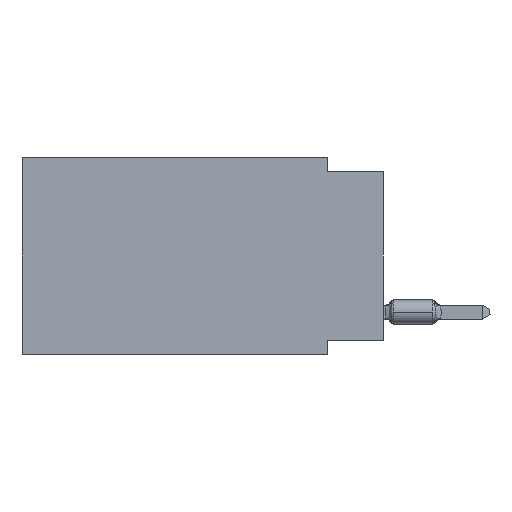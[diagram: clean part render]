
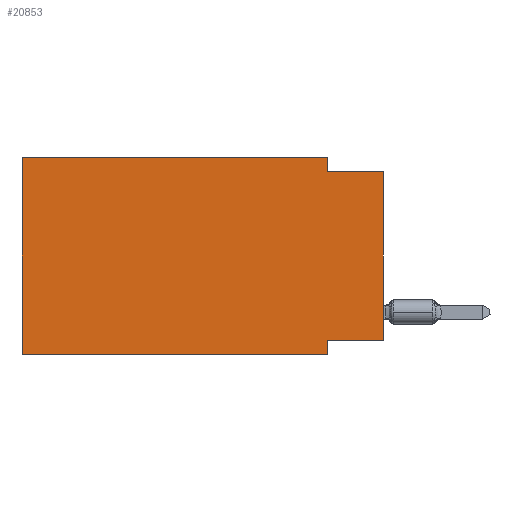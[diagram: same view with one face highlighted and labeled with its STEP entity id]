
A CAD part, left-side view. The second image highlights one B-rep face of the part: STEP entity #20853.
In plain terms, the highlighted planar face has unit normal (-1, 0, 0).
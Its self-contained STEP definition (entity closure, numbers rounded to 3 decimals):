
#504 = CARTESIAN_POINT ( 'NONE',  ( 0., 16.383, 0. ) ) ;
#623 = VECTOR ( 'NONE', #29709, 1000. ) ;
#643 = CARTESIAN_POINT ( 'NONE',  ( 0., 0., -0.635 ) ) ;
#3494 = EDGE_CURVE ( 'NONE', #46219, #44841, #31788, .T. ) ;
#4656 = VERTEX_POINT ( 'NONE', #643 ) ;
#5916 = CARTESIAN_POINT ( 'NONE',  ( 0., 2.54, 0. ) ) ;
#6150 = LINE ( 'NONE', #5916, #9658 ) ;
#6211 = DIRECTION ( 'NONE',  ( 0., -1., 0. ) ) ;
#7232 = DIRECTION ( 'NONE',  ( 0., -1., 0. ) ) ;
#7299 = LINE ( 'NONE', #14838, #623 ) ;
#7791 = DIRECTION ( 'NONE',  ( 0., 0., -1. ) ) ;
#8525 = EDGE_CURVE ( 'NONE', #36972, #4656, #18538, .T. ) ;
#8698 = VERTEX_POINT ( 'NONE', #38493 ) ;
#9658 = VECTOR ( 'NONE', #20777, 1000. ) ;
#10043 = CARTESIAN_POINT ( 'NONE',  ( 0., 2.54, 0. ) ) ;
#10728 = CARTESIAN_POINT ( 'NONE',  ( 0., 16.383, -8.89 ) ) ;
#10909 = LINE ( 'NONE', #17978, #18469 ) ;
#11105 = ORIENTED_EDGE ( 'NONE', *, *, #8525, .F. ) ;
#11370 = ORIENTED_EDGE ( 'NONE', *, *, #34414, .F. ) ;
#12174 = PLANE ( 'NONE',  #43353 ) ;
#12948 = ORIENTED_EDGE ( 'NONE', *, *, #16399, .T. ) ;
#14187 = CARTESIAN_POINT ( 'NONE',  ( 0., 16.383, 0. ) ) ;
#14838 = CARTESIAN_POINT ( 'NONE',  ( 0., 2.54, -8.89 ) ) ;
#15103 = VECTOR ( 'NONE', #47545, 1000. ) ;
#16399 = EDGE_CURVE ( 'NONE', #20747, #41930, #25745, .T. ) ;
#16855 = VERTEX_POINT ( 'NONE', #35329 ) ;
#17870 = ORIENTED_EDGE ( 'NONE', *, *, #45783, .F. ) ;
#17978 = CARTESIAN_POINT ( 'NONE',  ( 0., 0., 0. ) ) ;
#18210 = CARTESIAN_POINT ( 'NONE',  ( 0., 0., -8.255 ) ) ;
#18307 = CARTESIAN_POINT ( 'NONE',  ( 0., 0., -0.635 ) ) ;
#18469 = VECTOR ( 'NONE', #47448, 1000. ) ;
#18538 = LINE ( 'NONE', #18307, #20167 ) ;
#19665 = VECTOR ( 'NONE', #33051, 1000. ) ;
#20167 = VECTOR ( 'NONE', #25847, 1000. ) ;
#20747 = VERTEX_POINT ( 'NONE', #10728 ) ;
#20777 = DIRECTION ( 'NONE',  ( 0., 0., -1. ) ) ;
#20853 = ADVANCED_FACE ( 'NONE', ( #45546 ), #12174, .F. ) ;
#21135 = EDGE_CURVE ( 'NONE', #8698, #4656, #10909, .T. ) ;
#24936 = VECTOR ( 'NONE', #7232, 1000. ) ;
#25745 = LINE ( 'NONE', #40593, #24936 ) ;
#25847 = DIRECTION ( 'NONE',  ( 0., -1., 0. ) ) ;
#26241 = EDGE_CURVE ( 'NONE', #16855, #41930, #7299, .T. ) ;
#27663 = ORIENTED_EDGE ( 'NONE', *, *, #3494, .F. ) ;
#27753 = CARTESIAN_POINT ( 'NONE',  ( 0., 2.54, -8.89 ) ) ;
#29709 = DIRECTION ( 'NONE',  ( 0., 0., -1. ) ) ;
#30648 = CARTESIAN_POINT ( 'NONE',  ( 0., 2.54, -0.635 ) ) ;
#30708 = DIRECTION ( 'NONE',  ( 1., 0., 0. ) ) ;
#31153 = ORIENTED_EDGE ( 'NONE', *, *, #26241, .F. ) ;
#31788 = LINE ( 'NONE', #38853, #37583 ) ;
#32689 = LINE ( 'NONE', #14187, #15103 ) ;
#33051 = DIRECTION ( 'NONE',  ( 0., 1., 0. ) ) ;
#33868 = ORIENTED_EDGE ( 'NONE', *, *, #21135, .T. ) ;
#34414 = EDGE_CURVE ( 'NONE', #44841, #36972, #6150, .T. ) ;
#34851 = CARTESIAN_POINT ( 'NONE',  ( 0., 16.383, 0. ) ) ;
#35329 = CARTESIAN_POINT ( 'NONE',  ( 0., 2.54, -8.255 ) ) ;
#36697 = LINE ( 'NONE', #18210, #19665 ) ;
#36972 = VERTEX_POINT ( 'NONE', #30648 ) ;
#37053 = ORIENTED_EDGE ( 'NONE', *, *, #41704, .F. ) ;
#37583 = VECTOR ( 'NONE', #6211, 1000. ) ;
#38493 = CARTESIAN_POINT ( 'NONE',  ( 0., 0., -8.255 ) ) ;
#38853 = CARTESIAN_POINT ( 'NONE',  ( 0., 16.383, 0. ) ) ;
#40593 = CARTESIAN_POINT ( 'NONE',  ( 0., 16.383, -8.89 ) ) ;
#41704 = EDGE_CURVE ( 'NONE', #20747, #46219, #32689, .T. ) ;
#41930 = VERTEX_POINT ( 'NONE', #27753 ) ;
#43353 = AXIS2_PLACEMENT_3D ( 'NONE', #504, #30708, #7791 ) ;
#44841 = VERTEX_POINT ( 'NONE', #10043 ) ;
#45142 = EDGE_LOOP ( 'NONE', ( #33868, #11105, #11370, #27663, #37053, #12948, #31153, #17870 ) ) ;
#45546 = FACE_OUTER_BOUND ( 'NONE', #45142, .T. ) ;
#45783 = EDGE_CURVE ( 'NONE', #8698, #16855, #36697, .T. ) ;
#46219 = VERTEX_POINT ( 'NONE', #34851 ) ;
#47448 = DIRECTION ( 'NONE',  ( 0., 0., 1. ) ) ;
#47545 = DIRECTION ( 'NONE',  ( 0., 0., 1. ) ) ;
